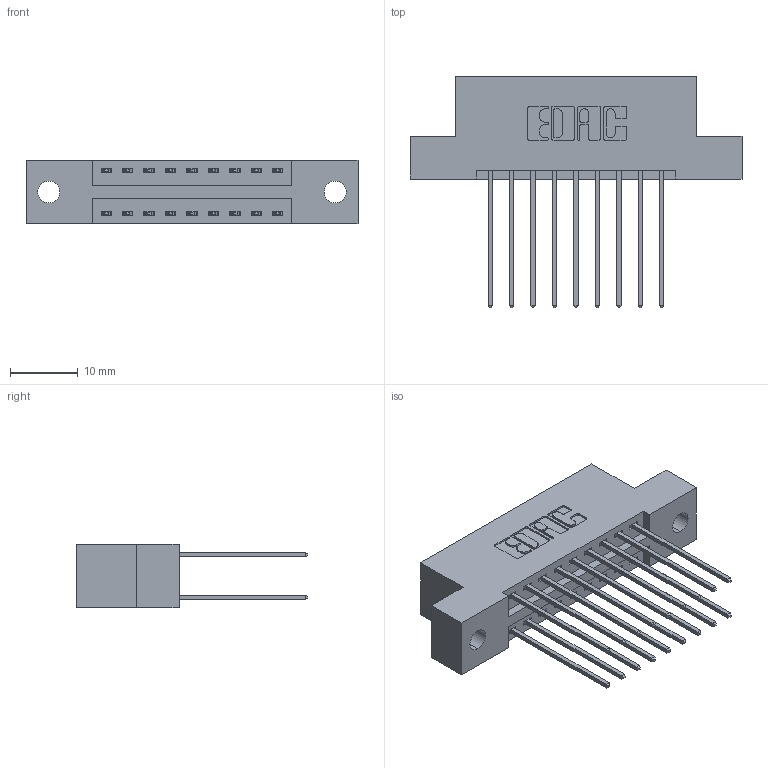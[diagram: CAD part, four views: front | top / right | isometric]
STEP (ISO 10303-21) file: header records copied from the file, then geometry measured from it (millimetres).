
FILE_DESCRIPTION (( 'STEP AP203' ), '1' );
FILE_NAME ('396-018-541-202.STEP', '2019-10-30T02:58:38', ( '' ), ( '' ), 'SwSTEP 2.0', 'SolidWorks 2016', '' );
FILE_SCHEMA (( 'CONFIG_CONTROL_DESIGN' ));
Length unit declared in the file: inch
Products named in the file (3): 396-018-541-202; 346 Part_Flush Mounting Lugs - 0.128 Dia; 345-292-001_345-293-141
Assembly tree (19 placements, depth 2):
  396-018-541-202
    346 Part_Flush Mounting Lugs - 0.128 Dia
    345-292-001_345-293-141  x18
Bounding box: 49.15 x 34.29 x 9.4 mm (x, y, z)
Volume: 4602.9 mm3; surface area: 6034.3 mm2
Topology: 19 solids, 19 shells, 1058 faces, 3119 edges, 2054 vertices
Faces by surface type: plane 706, cylinder 352
Entity records: 10337 total; most frequent: CARTESIAN_POINT 1748, ORIENTED_EDGE 1682, DIRECTION 1593, EDGE_CURVE 841, LINE 673, VECTOR 673, VERTEX_POINT 558, AXIS2_PLACEMENT_3D 460
